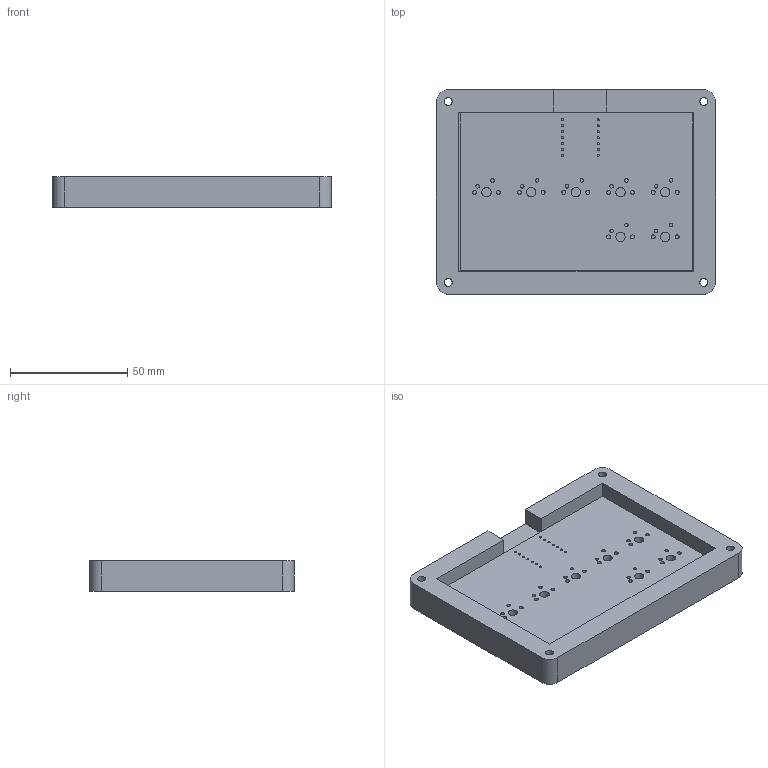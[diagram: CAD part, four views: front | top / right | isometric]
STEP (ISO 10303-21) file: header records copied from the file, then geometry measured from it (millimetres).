
FILE_DESCRIPTION(/* description */ (''),/* implementation_level */ '2;1');
FILE_NAME(/* name */ 'celestepad_bottom.step',/* time_stamp */ '2025-05-18T01:28:25+08:00',/* author */ (''),/* organization */ (''),/* preprocessor_version */ 'ST-DEVELOPER v20.1',/* originating_system */ 'Autodesk Translation Framework v14.4.0.0',/* authorisation */ '');
FILE_SCHEMA (('AUTOMOTIVE_DESIGN { 1 0 10303 214 3 1 1 }'));
Length unit declared in the file: millimetre
Products named in the file (2): 2025-05-17-22-02-39-264; 2025-05-17-22-03-26-839
Assembly tree (1 placements, depth 2):
  2025-05-17-22-02-39-264
    2025-05-17-22-03-26-839
Bounding box: 119.02 x 87.17 x 13 mm (x, y, z)
Volume: 96593 mm3; surface area: 45708.2 mm2
Topology: 2 solids, 2 shells, 85 faces, 231 edges, 154 vertices
Faces by surface type: cylinder 61, plane 24
Full cylindrical faces by diameter (mm): 0.889 x14, 1.5 x14, 1.7 x14, 3.4 x4, 4 x7, 6 x4
Entity records: 3000 total; most frequent: DIRECTION 529, CARTESIAN_POINT 473, ORIENTED_EDGE 462, EDGE_CURVE 231, AXIS2_PLACEMENT_3D 210, EDGE_LOOP 195, VERTEX_POINT 154, CIRCLE 122
